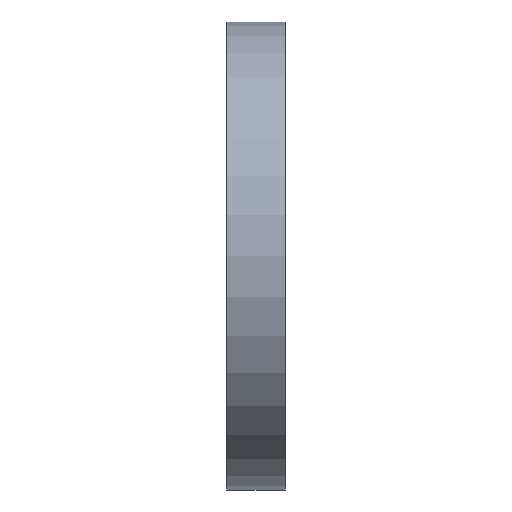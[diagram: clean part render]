
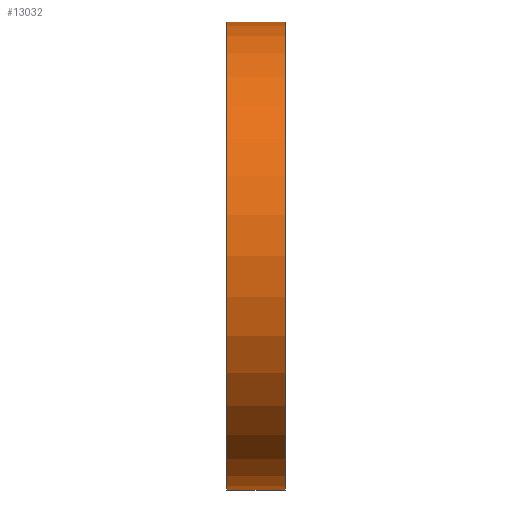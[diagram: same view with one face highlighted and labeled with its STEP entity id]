
A CAD part, left-side view. The second image highlights one B-rep face of the part: STEP entity #13032.
In plain terms, the highlighted cylindrical face has radius 38.1 mm (diameter 76.2 mm), a partial arc.
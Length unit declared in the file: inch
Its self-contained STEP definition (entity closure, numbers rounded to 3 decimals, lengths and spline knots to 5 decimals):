
#2452 = VERTEX_POINT ( 'NONE', #14362 ) ;
#2843 = AXIS2_PLACEMENT_3D ( 'NONE', #19433, #10551, #10492 ) ;
#3724 = AXIS2_PLACEMENT_3D ( 'NONE', #17123, #6407, #18887 ) ;
#4738 = CIRCLE ( 'NONE', #3724, 1.5 ) ;
#6382 = EDGE_CURVE ( 'NONE', #15206, #11305, #19260, .T. ) ;
#6407 = DIRECTION ( 'NONE',  ( 0., 1., 0. ) ) ;
#6916 = CARTESIAN_POINT ( 'NONE',  ( -1.55006, 0.375, 1.5 ) ) ;
#7161 = LINE ( 'NONE', #6916, #15588 ) ;
#7272 = EDGE_LOOP ( 'NONE', ( #19986, #15618, #7648, #17824 ) ) ;
#7648 = ORIENTED_EDGE ( 'NONE', *, *, #17342, .F. ) ;
#8337 = CARTESIAN_POINT ( 'NONE',  ( -1.55006, 0.375, -1.5 ) ) ;
#8892 = VECTOR ( 'NONE', #13269, 39.37008 ) ;
#10135 = DIRECTION ( 'NONE',  ( 0., 1., 0. ) ) ;
#10492 = DIRECTION ( 'NONE',  ( 0., 0., -1. ) ) ;
#10551 = DIRECTION ( 'NONE',  ( 0., -1., 0. ) ) ;
#11305 = VERTEX_POINT ( 'NONE', #21119 ) ;
#11627 = EDGE_CURVE ( 'NONE', #20667, #15206, #13678, .T. ) ;
#13032 = ADVANCED_FACE ( 'NONE', ( #22286 ), #21716, .T. ) ;
#13269 = DIRECTION ( 'NONE',  ( 0., -1., 0. ) ) ;
#13678 = LINE ( 'NONE', #16770, #8892 ) ;
#14362 = CARTESIAN_POINT ( 'NONE',  ( -1.55006, 0.375, 1.5 ) ) ;
#15206 = VERTEX_POINT ( 'NONE', #15458 ) ;
#15458 = CARTESIAN_POINT ( 'NONE',  ( -1.55006, 0., -1.5 ) ) ;
#15588 = VECTOR ( 'NONE', #19394, 39.37008 ) ;
#15618 = ORIENTED_EDGE ( 'NONE', *, *, #21322, .F. ) ;
#16770 = CARTESIAN_POINT ( 'NONE',  ( -1.55006, 0.375, -1.5 ) ) ;
#17123 = CARTESIAN_POINT ( 'NONE',  ( -1.55006, 0.375, 0. ) ) ;
#17342 = EDGE_CURVE ( 'NONE', #20667, #2452, #4738, .T. ) ;
#17824 = ORIENTED_EDGE ( 'NONE', *, *, #11627, .T. ) ;
#18887 = DIRECTION ( 'NONE',  ( 0., 0., 1. ) ) ;
#19260 = CIRCLE ( 'NONE', #20378, 1.5 ) ;
#19394 = DIRECTION ( 'NONE',  ( 0., -1., 0. ) ) ;
#19433 = CARTESIAN_POINT ( 'NONE',  ( -1.55006, 0.375, 0. ) ) ;
#19986 = ORIENTED_EDGE ( 'NONE', *, *, #6382, .T. ) ;
#20378 = AXIS2_PLACEMENT_3D ( 'NONE', #20813, #10135, #22602 ) ;
#20667 = VERTEX_POINT ( 'NONE', #8337 ) ;
#20813 = CARTESIAN_POINT ( 'NONE',  ( -1.55006, 0., 0. ) ) ;
#21119 = CARTESIAN_POINT ( 'NONE',  ( -1.55006, 0., 1.5 ) ) ;
#21322 = EDGE_CURVE ( 'NONE', #2452, #11305, #7161, .T. ) ;
#21716 = CYLINDRICAL_SURFACE ( 'NONE', #2843, 1.5 ) ;
#22286 = FACE_OUTER_BOUND ( 'NONE', #7272, .T. ) ;
#22602 = DIRECTION ( 'NONE',  ( 0., 0., 1. ) ) ;
